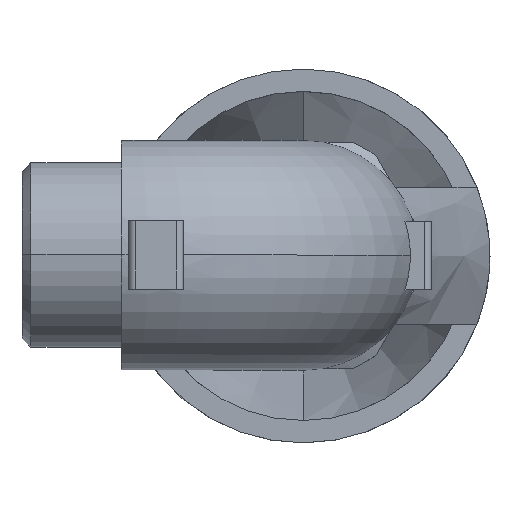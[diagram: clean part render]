
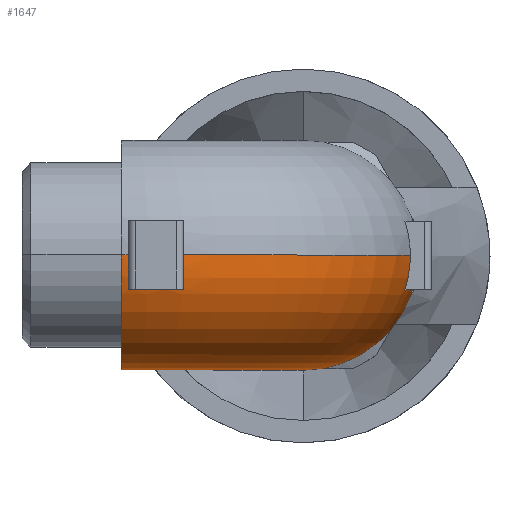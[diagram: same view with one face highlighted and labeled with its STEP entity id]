
A CAD part, top view. The second image highlights one B-rep face of the part: STEP entity #1647.
In plain terms, the highlighted toroidal (fillet/blend) face has major radius 26.5 mm and minor radius 16.75 mm.
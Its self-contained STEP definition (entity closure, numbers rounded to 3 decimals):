
#398=FACE_OUTER_BOUND($,#503,.T.);
#503=EDGE_LOOP($,(#1226,#1227,#1228,#1229,#1230,#1231,#1232,#1233,#1234,
#1235,#1236,#1237));
#588=B_SPLINE_CURVE_WITH_KNOTS($,3,(#2548,#2549,#2550,#2551,#2552,#2553,
#2554,#2555,#2556,#2557),.UNSPECIFIED.,.F.,.F.,(4,2,2,2,4),(-59.36,
-59.197,-57.665,-56.134,-54.602),
 .UNSPECIFIED.);
#589=B_SPLINE_CURVE_WITH_KNOTS($,3,(#2581,#2582,#2583,#2584,#2585,#2586,
#2587,#2588,#2589,#2590),.UNSPECIFIED.,.F.,.F.,(4,2,2,2,4),(-99.383,
-97.833,-96.284,-94.734,-94.63),
 .UNSPECIFIED.);
#592=B_SPLINE_CURVE_WITH_KNOTS($,3,(#2621,#2622,#2623,#2624,#2625,#2626,
#2627,#2628,#2629,#2630),.UNSPECIFIED.,.F.,.F.,(4,2,2,2,4),(-4.754,
-4.651,-3.1,-1.55,0.),
 .UNSPECIFIED.);
#593=B_SPLINE_CURVE_WITH_KNOTS($,3,(#2654,#2655,#2656,#2657,#2658,#2659,
#2660,#2661,#2662,#2663),.UNSPECIFIED.,.F.,.F.,(4,2,2,2,4),(-105.352,
-103.817,-102.283,-100.748,-100.595),
 .UNSPECIFIED.);
#595=B_SPLINE_CURVE_WITH_KNOTS($,3,(#2689,#2690,#2691,#2692,#2693,#2694),
 .UNSPECIFIED.,.F.,.F.,(4,1,1,4),(0.,0.333,0.667,
1.),.UNSPECIFIED.);
#596=B_SPLINE_CURVE_WITH_KNOTS($,3,(#2699,#2700,#2701,#2702,#2703),
 .UNSPECIFIED.,.F.,.F.,(4,1,4),(0.,0.5,1.),.UNSPECIFIED.);
#617=CIRCLE($,#1773,42.486);
#618=CIRCLE($,#1775,42.486);
#620=CIRCLE($,#1778,43.25);
#621=CIRCLE($,#1779,43.25);
#623=CIRCLE($,#1782,16.75);
#624=CIRCLE($,#1783,16.75);
#716=VERTEX_POINT($,#2536);
#717=VERTEX_POINT($,#2547);
#724=VERTEX_POINT($,#2578);
#725=VERTEX_POINT($,#2580);
#730=VERTEX_POINT($,#2609);
#731=VERTEX_POINT($,#2620);
#738=VERTEX_POINT($,#2651);
#739=VERTEX_POINT($,#2653);
#741=VERTEX_POINT($,#2685);
#742=VERTEX_POINT($,#2686);
#743=VERTEX_POINT($,#2695);
#744=VERTEX_POINT($,#2697);
#877=EDGE_CURVE($,#717,#716,#588,.T.);
#889=EDGE_CURVE($,#725,#724,#589,.T.);
#895=EDGE_CURVE($,#731,#730,#592,.T.);
#907=EDGE_CURVE($,#739,#738,#593,.T.);
#912=EDGE_CURVE($,#724,#717,#617,.T.);
#913=EDGE_CURVE($,#738,#731,#618,.T.);
#915=EDGE_CURVE($,#730,#741,#620,.T.);
#916=EDGE_CURVE($,#716,#739,#595,.T.);
#917=EDGE_CURVE($,#743,#725,#621,.T.);
#919=EDGE_CURVE($,#742,#744,#596,.T.);
#920=EDGE_CURVE($,#742,#741,#623,.T.);
#921=EDGE_CURVE($,#743,#744,#624,.T.);
#1226=ORIENTED_EDGE($,*,*,#920,.F.);
#1227=ORIENTED_EDGE($,*,*,#919,.T.);
#1228=ORIENTED_EDGE($,*,*,#921,.F.);
#1229=ORIENTED_EDGE($,*,*,#917,.T.);
#1230=ORIENTED_EDGE($,*,*,#889,.T.);
#1231=ORIENTED_EDGE($,*,*,#912,.T.);
#1232=ORIENTED_EDGE($,*,*,#877,.T.);
#1233=ORIENTED_EDGE($,*,*,#916,.T.);
#1234=ORIENTED_EDGE($,*,*,#907,.T.);
#1235=ORIENTED_EDGE($,*,*,#913,.T.);
#1236=ORIENTED_EDGE($,*,*,#895,.T.);
#1237=ORIENTED_EDGE($,*,*,#915,.T.);
#1621=TOROIDAL_SURFACE($,#1781,26.5,16.75);
#1647=ADVANCED_FACE($,(#398),#1621,.T.);
#1773=AXIS2_PLACEMENT_3D($,#2681,#2055,#2056);
#1775=AXIS2_PLACEMENT_3D($,#2683,#2059,#2060);
#1778=AXIS2_PLACEMENT_3D($,#2688,#2065,#2066);
#1779=AXIS2_PLACEMENT_3D($,#2696,#2067,#2068);
#1781=AXIS2_PLACEMENT_3D($,#2704,#2071,#2072);
#1782=AXIS2_PLACEMENT_3D($,#2705,#2073,#2074);
#1783=AXIS2_PLACEMENT_3D($,#2706,#2075,#2076);
#2055=DIRECTION('center_axis',(0.,-1.,0.));
#2056=DIRECTION('ref_axis',(0.,0.,1.));
#2059=DIRECTION('center_axis',(0.,-1.,0.));
#2060=DIRECTION('ref_axis',(0.,0.,1.));
#2065=DIRECTION('center_axis',(0.,-1.,0.));
#2066=DIRECTION('ref_axis',(0.,0.,1.));
#2067=DIRECTION('center_axis',(0.,-1.,0.));
#2068=DIRECTION('ref_axis',(0.999,0.,0.04));
#2071=DIRECTION('center_axis',(0.,1.,0.));
#2072=DIRECTION('ref_axis',(0.,0.,1.));
#2073=DIRECTION('center_axis',(-1.,0.,0.));
#2074=DIRECTION('ref_axis',(0.,0.,1.));
#2075=DIRECTION('center_axis',(0.,0.,-1.));
#2076=DIRECTION('ref_axis',(1.,0.,0.));
#2536=CARTESIAN_POINT('',(15.637,0.,53.75));
#2547=CARTESIAN_POINT('',(14.852,-5.,53.75));
#2548=CARTESIAN_POINT('Ctrl Pts',(14.852,-5.,53.75));
#2549=CARTESIAN_POINT('Ctrl Pts',(14.87,-4.945,53.75));
#2550=CARTESIAN_POINT('Ctrl Pts',(14.887,-4.89,53.75));
#2551=CARTESIAN_POINT('Ctrl Pts',(15.066,-4.314,53.75));
#2552=CARTESIAN_POINT('Ctrl Pts',(15.204,-3.773,53.75));
#2553=CARTESIAN_POINT('Ctrl Pts',(15.424,-2.682,53.75));
#2554=CARTESIAN_POINT('Ctrl Pts',(15.506,-2.131,53.75));
#2555=CARTESIAN_POINT('Ctrl Pts',(15.612,-1.045,53.75));
#2556=CARTESIAN_POINT('Ctrl Pts',(15.637,-0.511,53.75));
#2557=CARTESIAN_POINT('Ctrl Pts',(15.637,0.,
53.75));
#2578=CARTESIAN_POINT('',(15.95,-5.,45.75));
#2580=CARTESIAN_POINT('',(16.715,0.,45.75));
#2581=CARTESIAN_POINT('Ctrl Pts',(16.715,0.,
45.75));
#2582=CARTESIAN_POINT('Ctrl Pts',(16.715,-0.517,45.75));
#2583=CARTESIAN_POINT('Ctrl Pts',(16.69,-1.057,45.75));
#2584=CARTESIAN_POINT('Ctrl Pts',(16.584,-2.156,45.75));
#2585=CARTESIAN_POINT('Ctrl Pts',(16.503,-2.714,45.75));
#2586=CARTESIAN_POINT('Ctrl Pts',(16.283,-3.819,45.75));
#2587=CARTESIAN_POINT('Ctrl Pts',(16.145,-4.366,45.75));
#2588=CARTESIAN_POINT('Ctrl Pts',(15.972,-4.929,45.75));
#2589=CARTESIAN_POINT('Ctrl Pts',(15.961,-4.965,45.75));
#2590=CARTESIAN_POINT('Ctrl Pts',(15.95,-5.,45.75));
#2609=CARTESIAN_POINT('',(-25.5,0.,87.238));
#2620=CARTESIAN_POINT('',(-25.5,-5.,86.475));
#2621=CARTESIAN_POINT('Ctrl Pts',(-25.5,-5.,86.475));
#2622=CARTESIAN_POINT('Ctrl Pts',(-25.5,-4.965,86.485));
#2623=CARTESIAN_POINT('Ctrl Pts',(-25.5,-4.93,86.496));
#2624=CARTESIAN_POINT('Ctrl Pts',(-25.5,-4.367,86.668));
#2625=CARTESIAN_POINT('Ctrl Pts',(-25.5,-3.82,86.807));
#2626=CARTESIAN_POINT('Ctrl Pts',(-25.5,-2.715,87.027));
#2627=CARTESIAN_POINT('Ctrl Pts',(-25.5,-2.156,87.108));
#2628=CARTESIAN_POINT('Ctrl Pts',(-25.5,-1.057,87.214));
#2629=CARTESIAN_POINT('Ctrl Pts',(-25.5,-0.517,87.238));
#2630=CARTESIAN_POINT('Ctrl Pts',(-25.5,0.,
87.238));
#2651=CARTESIAN_POINT('',(-17.5,-5.,85.522));
#2653=CARTESIAN_POINT('',(-17.5,0.,86.303));
#2654=CARTESIAN_POINT('Ctrl Pts',(-17.5,0.,
86.303));
#2655=CARTESIAN_POINT('Ctrl Pts',(-17.5,-0.512,
86.303));
#2656=CARTESIAN_POINT('Ctrl Pts',(-17.5,-1.047,86.279));
#2657=CARTESIAN_POINT('Ctrl Pts',(-17.5,-2.135,86.173));
#2658=CARTESIAN_POINT('Ctrl Pts',(-17.5,-2.687,86.091));
#2659=CARTESIAN_POINT('Ctrl Pts',(-17.5,-3.781,85.871));
#2660=CARTESIAN_POINT('Ctrl Pts',(-17.5,-4.322,85.733));
#2661=CARTESIAN_POINT('Ctrl Pts',(-17.5,-4.896,85.555));
#2662=CARTESIAN_POINT('Ctrl Pts',(-17.5,-4.948,85.539));
#2663=CARTESIAN_POINT('Ctrl Pts',(-17.5,-5.,85.522));
#2681=CARTESIAN_POINT('Origin',(-26.5,-5.,44.));
#2683=CARTESIAN_POINT('Origin',(-26.5,-5.,44.));
#2685=CARTESIAN_POINT('',(-26.5,0.,87.25));
#2686=CARTESIAN_POINT('',(-26.5,0.,53.75));
#2688=CARTESIAN_POINT('Origin',(-26.5,0.,
44.));
#2689=CARTESIAN_POINT('Ctrl Pts',(15.637,0.,
53.75));
#2690=CARTESIAN_POINT('Ctrl Pts',(14.465,0.,
59.104));
#2691=CARTESIAN_POINT('Ctrl Pts',(9.902,0.,
69.189));
#2692=CARTESIAN_POINT('Ctrl Pts',(-1.961,0.,
80.844));
#2693=CARTESIAN_POINT('Ctrl Pts',(-12.126,0.,
85.226));
#2694=CARTESIAN_POINT('Ctrl Pts',(-17.5,0.,
86.303));
#2695=CARTESIAN_POINT('',(16.75,0.,44.));
#2696=CARTESIAN_POINT('Origin',(-26.5,0.,
44.));
#2697=CARTESIAN_POINT('',(-16.75,0.,44.));
#2699=CARTESIAN_POINT('Ctrl Pts',(-26.5,0.,
53.75));
#2700=CARTESIAN_POINT('Ctrl Pts',(-23.529,0.,
53.471));
#2701=CARTESIAN_POINT('Ctrl Pts',(-18.933,0.,
51.567));
#2702=CARTESIAN_POINT('Ctrl Pts',(-17.029,0.,
46.971));
#2703=CARTESIAN_POINT('Ctrl Pts',(-16.75,0.,
44.));
#2704=CARTESIAN_POINT('Origin',(-26.5,0.,
44.));
#2705=CARTESIAN_POINT('Origin',(-26.5,0.,
70.5));
#2706=CARTESIAN_POINT('Origin',(0.,0.,
44.));
